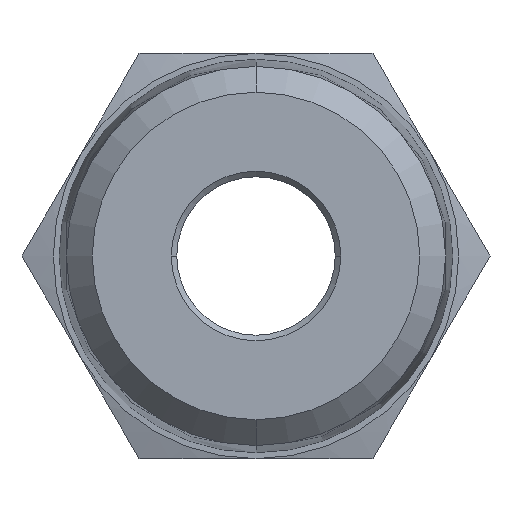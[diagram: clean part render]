
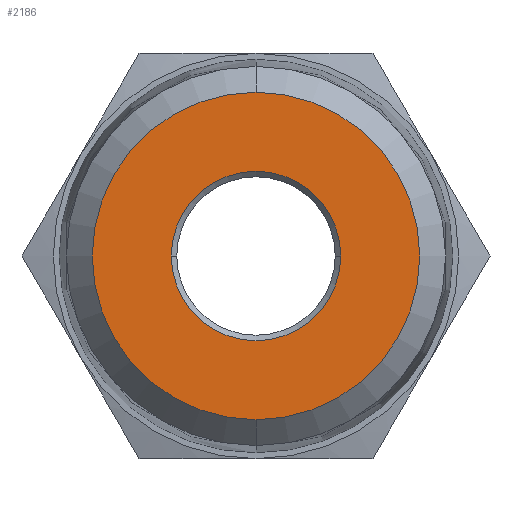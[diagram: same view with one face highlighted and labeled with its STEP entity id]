
A CAD part, front view. The second image highlights one B-rep face of the part: STEP entity #2186.
In plain terms, the highlighted planar face has unit normal (0, -1, 0).
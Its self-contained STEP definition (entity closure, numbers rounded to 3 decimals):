
#862=CARTESIAN_POINT('',(0.,-14.,0.));
#863=DIRECTION('',(0.,1.,0.));
#864=DIRECTION('',(0.,0.,1.));
#865=AXIS2_PLACEMENT_3D('',#862,#863,#864);
#867=CARTESIAN_POINT('',(0.,-14.,0.));
#868=DIRECTION('',(0.,1.,0.));
#869=DIRECTION('',(0.,0.,-1.));
#870=AXIS2_PLACEMENT_3D('',#867,#868,#869);
#872=CARTESIAN_POINT('',(0.,-14.,0.));
#873=DIRECTION('',(0.,-1.,0.));
#874=DIRECTION('',(1.,0.,0.));
#875=AXIS2_PLACEMENT_3D('',#872,#873,#874);
#877=CARTESIAN_POINT('',(0.,-14.,0.));
#878=DIRECTION('',(0.,-1.,0.));
#879=DIRECTION('',(-1.,0.,0.));
#880=AXIS2_PLACEMENT_3D('',#877,#878,#879);
#984=CARTESIAN_POINT('',(0.,-14.,-8.889));
#985=VERTEX_POINT('',#984);
#986=CARTESIAN_POINT('',(0.,-14.,8.889));
#987=VERTEX_POINT('',#986);
#992=CARTESIAN_POINT('',(4.6,-14.,0.));
#993=VERTEX_POINT('',#992);
#994=CARTESIAN_POINT('',(-4.6,-14.,0.));
#995=VERTEX_POINT('',#994);
#2171=CARTESIAN_POINT('',(0.,-14.,0.));
#2172=DIRECTION('',(0.,1.,0.));
#2173=DIRECTION('',(0.,0.,1.));
#2174=AXIS2_PLACEMENT_3D('',#2171,#2172,#2173);
#2175=PLANE('',#2174);
#2177=ORIENTED_EDGE('',*,*,#2176,.T.);
#2179=ORIENTED_EDGE('',*,*,#2178,.T.);
#2180=EDGE_LOOP('',(#2177,#2179));
#2181=FACE_OUTER_BOUND('',#2180,.F.);
#2182=ORIENTED_EDGE('',*,*,#2153,.T.);
#2183=ORIENTED_EDGE('',*,*,#2164,.T.);
#2184=EDGE_LOOP('',(#2182,#2183));
#2185=FACE_BOUND('',#2184,.F.);
#2186=ADVANCED_FACE('',(#2181,#2185),#2175,.F.);
#866=CIRCLE('',#865,8.889);
#871=CIRCLE('',#870,8.889);
#876=CIRCLE('',#875,4.6);
#881=CIRCLE('',#880,4.6);
#2153=EDGE_CURVE('',#993,#995,#876,.T.);
#2164=EDGE_CURVE('',#995,#993,#881,.T.);
#2176=EDGE_CURVE('',#987,#985,#866,.T.);
#2178=EDGE_CURVE('',#985,#987,#871,.T.);
